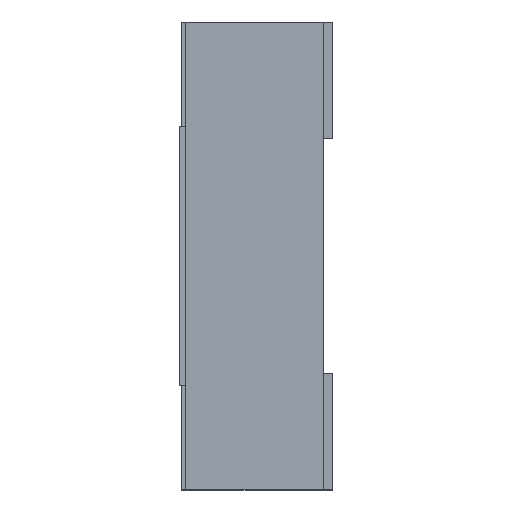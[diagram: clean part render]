
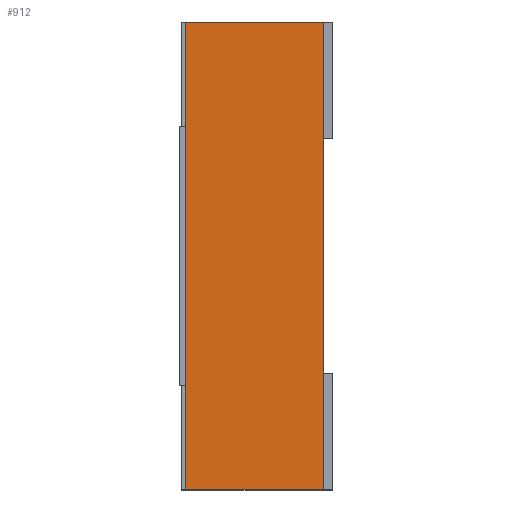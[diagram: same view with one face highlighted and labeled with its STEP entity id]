
A CAD part, left-side view. The second image highlights one B-rep face of the part: STEP entity #912.
In plain terms, the highlighted planar face has unit normal (-1, 0, 0).
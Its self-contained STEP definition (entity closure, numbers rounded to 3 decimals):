
#117 = LINE ( 'NONE', #407, #357 ) ;
#314 = CARTESIAN_POINT ( 'NONE',  ( -2.54, -0.325, 1.1 ) ) ;
#357 = VECTOR ( 'NONE', #2411, 1000. ) ;
#407 = CARTESIAN_POINT ( 'NONE',  ( -2.54, -0.325, 1.1 ) ) ;
#457 = EDGE_CURVE ( 'NONE', #1598, #1991, #117, .T. ) ;
#593 = ORIENTED_EDGE ( 'NONE', *, *, #1836, .T. ) ;
#912 = ADVANCED_FACE ( 'NONE', ( #3548 ), #3866, .F. ) ;
#1158 = CARTESIAN_POINT ( 'NONE',  ( -2.54, 0.325, -1.1 ) ) ;
#1205 = VECTOR ( 'NONE', #4100, 1000. ) ;
#1265 = DIRECTION ( 'NONE',  ( 0., -1., 0. ) ) ;
#1350 = VERTEX_POINT ( 'NONE', #1158 ) ;
#1419 = AXIS2_PLACEMENT_3D ( 'NONE', #2850, #2533, #2208 ) ;
#1598 = VERTEX_POINT ( 'NONE', #3690 ) ;
#1834 = CARTESIAN_POINT ( 'NONE',  ( -2.54, 0.325, 1.1 ) ) ;
#1836 = EDGE_CURVE ( 'NONE', #1350, #1598, #3317, .T. ) ;
#1991 = VERTEX_POINT ( 'NONE', #314 ) ;
#2023 = VERTEX_POINT ( 'NONE', #1834 ) ;
#2124 = LINE ( 'NONE', #2168, #1205 ) ;
#2143 = EDGE_CURVE ( 'NONE', #2023, #1991, #2618, .T. ) ;
#2168 = CARTESIAN_POINT ( 'NONE',  ( -2.54, 0.325, 1.1 ) ) ;
#2208 = DIRECTION ( 'NONE',  ( 0., 0., -1. ) ) ;
#2263 = VECTOR ( 'NONE', #1265, 1000. ) ;
#2313 = ORIENTED_EDGE ( 'NONE', *, *, #2143, .F. ) ;
#2357 = DIRECTION ( 'NONE',  ( 0., -1., 0. ) ) ;
#2411 = DIRECTION ( 'NONE',  ( 0., 0., 1. ) ) ;
#2533 = DIRECTION ( 'NONE',  ( 1., 0., 0. ) ) ;
#2607 = EDGE_LOOP ( 'NONE', ( #3205, #2313, #3922, #593 ) ) ;
#2618 = LINE ( 'NONE', #3245, #2263 ) ;
#2850 = CARTESIAN_POINT ( 'NONE',  ( -2.54, 0.325, 1.1 ) ) ;
#2877 = VECTOR ( 'NONE', #2357, 1000. ) ;
#3205 = ORIENTED_EDGE ( 'NONE', *, *, #457, .T. ) ;
#3229 = EDGE_CURVE ( 'NONE', #1350, #2023, #2124, .T. ) ;
#3245 = CARTESIAN_POINT ( 'NONE',  ( -2.54, 0.325, 1.1 ) ) ;
#3317 = LINE ( 'NONE', #3688, #2877 ) ;
#3548 = FACE_OUTER_BOUND ( 'NONE', #2607, .T. ) ;
#3688 = CARTESIAN_POINT ( 'NONE',  ( -2.54, 0.325, -1.1 ) ) ;
#3690 = CARTESIAN_POINT ( 'NONE',  ( -2.54, -0.325, -1.1 ) ) ;
#3866 = PLANE ( 'NONE',  #1419 ) ;
#3922 = ORIENTED_EDGE ( 'NONE', *, *, #3229, .F. ) ;
#4100 = DIRECTION ( 'NONE',  ( 0., 0., 1. ) ) ;
